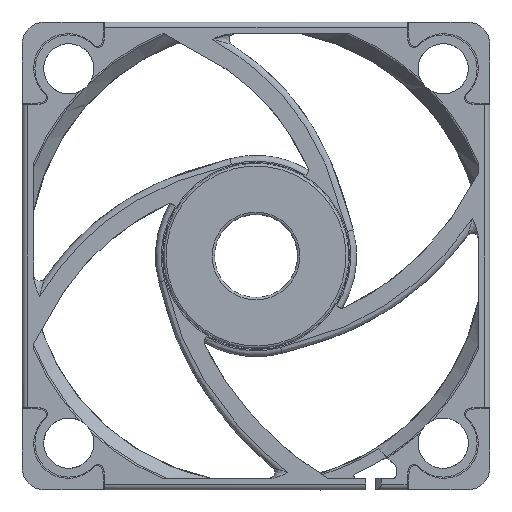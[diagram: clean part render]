
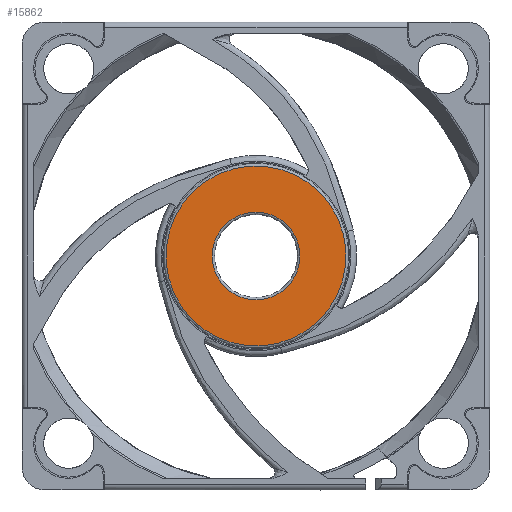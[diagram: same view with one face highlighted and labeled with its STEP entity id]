
A CAD part, front view. The second image highlights one B-rep face of the part: STEP entity #15862.
In plain terms, the highlighted face is planar.
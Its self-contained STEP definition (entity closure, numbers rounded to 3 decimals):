
#1241=FACE_BOUND('',#3664,.T.);
#1415=PLANE('',#17635);
#2620=FACE_OUTER_BOUND('',#3663,.T.);
#3663=EDGE_LOOP('',(#14572));
#3664=EDGE_LOOP('',(#14573));
#5907=CIRCLE('',#17633,7.7);
#5909=CIRCLE('',#17636,3.75);
#7348=VERTEX_POINT('',#38266);
#7350=VERTEX_POINT('',#38271);
#9757=EDGE_CURVE('',#7348,#7348,#5907,.T.);
#9759=EDGE_CURVE('',#7350,#7350,#5909,.T.);
#14572=ORIENTED_EDGE('',*,*,#9757,.F.);
#14573=ORIENTED_EDGE('',*,*,#9759,.F.);
#15862=ADVANCED_FACE('',(#2620,#1241),#1415,.F.);
#17633=AXIS2_PLACEMENT_3D('',#38267,#21783,#21784);
#17635=AXIS2_PLACEMENT_3D('',#38270,#21787,#21788);
#17636=AXIS2_PLACEMENT_3D('',#38272,#21789,#21790);
#21783=DIRECTION('center_axis',(0.,0.,
1.));
#21784=DIRECTION('ref_axis',(-1.,0.,0.));
#21787=DIRECTION('center_axis',(0.,0.,
1.));
#21788=DIRECTION('ref_axis',(1.,0.,0.));
#21789=DIRECTION('center_axis',(0.,0.,
-1.));
#21790=DIRECTION('ref_axis',(-0.24,0.971,0.));
#38266=CARTESIAN_POINT('',(7.7,0.,0.));
#38267=CARTESIAN_POINT('Origin',(0.,0.,
0.));
#38270=CARTESIAN_POINT('Origin',(0.,0.,
0.));
#38271=CARTESIAN_POINT('',(0.901,-3.64,0.));
#38272=CARTESIAN_POINT('Origin',(0.,0.,
0.));
